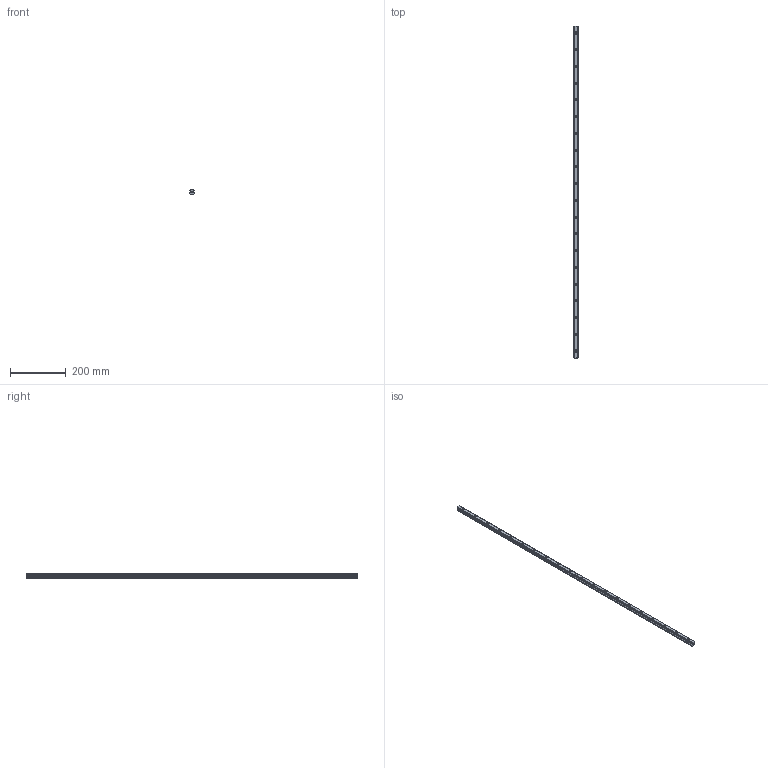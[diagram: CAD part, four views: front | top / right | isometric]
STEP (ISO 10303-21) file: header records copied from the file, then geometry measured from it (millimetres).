
FILE_DESCRIPTION(('STEP AP214'),'1');
FILE_NAME('cctmp_7867E5D5-14F1-4CFE-8B58-5C667FFFA318_2020_5_5_12_54_30_340..stp','2020-05-05T10:54:30',('HIWIN GmbH'),('CADClick - www.CADClick.com'),'Spatial InterOp 3D',' ','unknown authorization');
FILE_SCHEMA(('AUTOMOTIVE_DESIGN'));
Length unit declared in the file: millimetre
Products named in the file (1): HGR15R1190H_FILE
Bounding box: 15 x 1190 x 15 mm (x, y, z)
Volume: 218580.3 mm3; surface area: 79501.2 mm2
Topology: 1 solids, 1 shells, 295 faces, 687 edges, 458 vertices
Faces by surface type: plane 149, cylinder 146
Entity records: 10897 total; most frequent: DIRECTION 1571, CARTESIAN_POINT 1441, ORIENTED_EDGE 1374, EDGE_CURVE 687, AXIS2_PLACEMENT_3D 588, VERTEX_POINT 458, LINE 395, VECTOR 395
